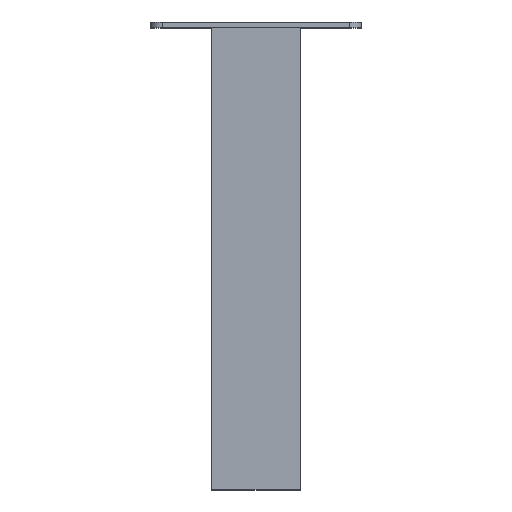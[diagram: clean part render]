
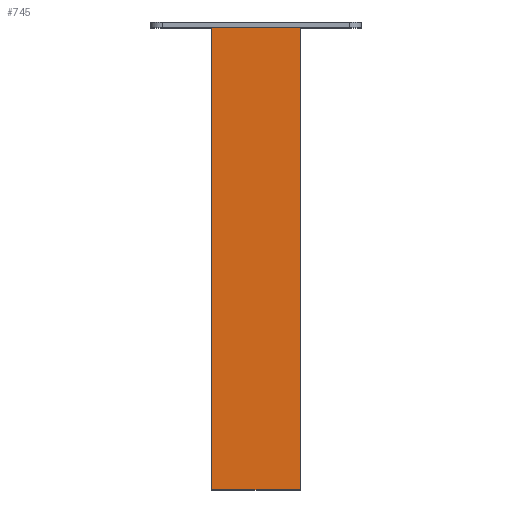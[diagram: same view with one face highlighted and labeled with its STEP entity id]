
A CAD part, top view. The second image highlights one B-rep face of the part: STEP entity #745.
In plain terms, the highlighted planar face has unit normal (0, 0, 1).
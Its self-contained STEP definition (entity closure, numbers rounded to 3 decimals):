
#4 = CARTESIAN_POINT ( 'NONE',  ( 19., 0., 19. ) ) ;
#13 = ORIENTED_EDGE ( 'NONE', *, *, #62, .T. ) ;
#56 = DIRECTION ( 'NONE',  ( 0., 1., 0. ) ) ;
#62 = EDGE_CURVE ( 'NONE', #99, #226, #284, .T. ) ;
#99 = VERTEX_POINT ( 'NONE', #4 ) ;
#114 = DIRECTION ( 'NONE',  ( -1., 0., 0. ) ) ;
#116 = CARTESIAN_POINT ( 'NONE',  ( 19., -197.5, 19. ) ) ;
#128 = DIRECTION ( 'NONE',  ( 0., 1., 0. ) ) ;
#189 = DIRECTION ( 'NONE',  ( -1., 0., 0. ) ) ;
#199 = AXIS2_PLACEMENT_3D ( 'NONE', #354, #468, #189 ) ;
#211 = VECTOR ( 'NONE', #114, 1000. ) ;
#225 = CARTESIAN_POINT ( 'NONE',  ( 19., -197.5, 19. ) ) ;
#226 = VERTEX_POINT ( 'NONE', #290 ) ;
#235 = EDGE_CURVE ( 'NONE', #611, #383, #635, .T. ) ;
#249 = FACE_OUTER_BOUND ( 'NONE', #365, .T. ) ;
#284 = LINE ( 'NONE', #515, #336 ) ;
#290 = CARTESIAN_POINT ( 'NONE',  ( -19., 0., 19. ) ) ;
#336 = VECTOR ( 'NONE', #630, 1000. ) ;
#354 = CARTESIAN_POINT ( 'NONE',  ( -19., -197.5, 19. ) ) ;
#356 = CARTESIAN_POINT ( 'NONE',  ( -19., -197.5, 19. ) ) ;
#365 = EDGE_LOOP ( 'NONE', ( #13, #619, #510, #695 ) ) ;
#383 = VERTEX_POINT ( 'NONE', #490 ) ;
#468 = DIRECTION ( 'NONE',  ( 0., 0., -1. ) ) ;
#484 = LINE ( 'NONE', #710, #575 ) ;
#490 = CARTESIAN_POINT ( 'NONE',  ( -19., -197.5, 19. ) ) ;
#510 = ORIENTED_EDGE ( 'NONE', *, *, #235, .F. ) ;
#515 = CARTESIAN_POINT ( 'NONE',  ( -19., 0., 19. ) ) ;
#541 = VECTOR ( 'NONE', #56, 1000. ) ;
#575 = VECTOR ( 'NONE', #128, 1000. ) ;
#611 = VERTEX_POINT ( 'NONE', #225 ) ;
#619 = ORIENTED_EDGE ( 'NONE', *, *, #679, .F. ) ;
#630 = DIRECTION ( 'NONE',  ( -1., 0., 0. ) ) ;
#635 = LINE ( 'NONE', #356, #211 ) ;
#638 = LINE ( 'NONE', #116, #541 ) ;
#679 = EDGE_CURVE ( 'NONE', #383, #226, #484, .T. ) ;
#695 = ORIENTED_EDGE ( 'NONE', *, *, #758, .T. ) ;
#710 = CARTESIAN_POINT ( 'NONE',  ( -19., -197.5, 19. ) ) ;
#726 = PLANE ( 'NONE',  #199 ) ;
#745 = ADVANCED_FACE ( 'NONE', ( #249 ), #726, .F. ) ;
#758 = EDGE_CURVE ( 'NONE', #611, #99, #638, .T. ) ;
